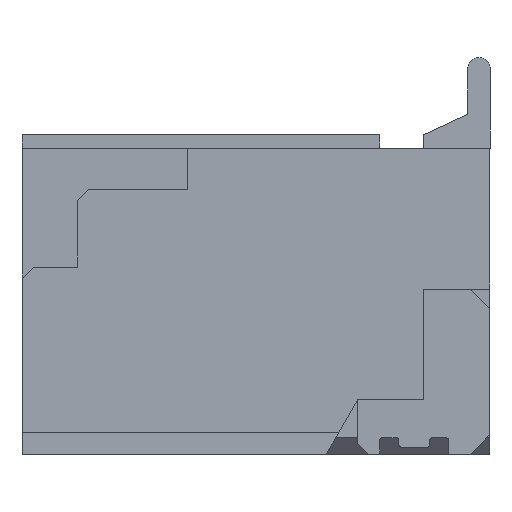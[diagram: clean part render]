
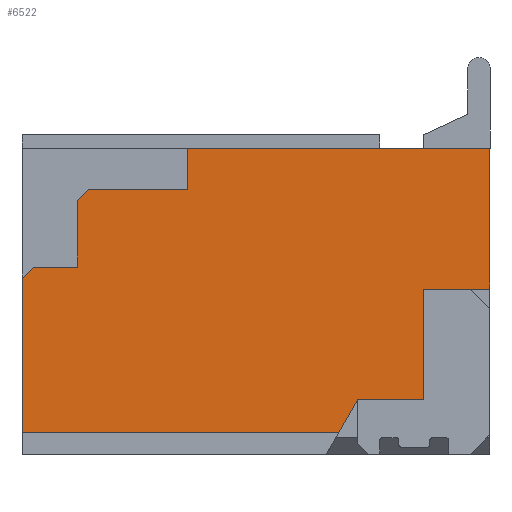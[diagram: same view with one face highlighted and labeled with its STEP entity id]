
A CAD part, left-side view. The second image highlights one B-rep face of the part: STEP entity #6522.
In plain terms, the highlighted planar face has unit normal (-1, 0, 0).
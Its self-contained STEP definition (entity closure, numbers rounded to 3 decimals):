
#69 = LINE ( 'NONE', #8068, #579 ) ;
#258 = ORIENTED_EDGE ( 'NONE', *, *, #4211, .T. ) ;
#364 = EDGE_CURVE ( 'NONE', #8640, #3315, #706, .T. ) ;
#395 = ORIENTED_EDGE ( 'NONE', *, *, #2241, .T. ) ;
#573 = DIRECTION ( 'NONE',  ( 0., 0., 1. ) ) ;
#579 = VECTOR ( 'NONE', #3496, 1000. ) ;
#620 = ORIENTED_EDGE ( 'NONE', *, *, #3495, .F. ) ;
#706 = LINE ( 'NONE', #4395, #5944 ) ;
#726 = EDGE_CURVE ( 'NONE', #4194, #2603, #1337, .T. ) ;
#1006 = CARTESIAN_POINT ( 'NONE',  ( -3., 0., 1.33 ) ) ;
#1130 = CARTESIAN_POINT ( 'NONE',  ( -3., 2.75, 0.95 ) ) ;
#1195 = CARTESIAN_POINT ( 'NONE',  ( -3., 4.25, 0.15 ) ) ;
#1196 = VECTOR ( 'NONE', #2099, 1000. ) ;
#1273 = ORIENTED_EDGE ( 'NONE', *, *, #4956, .T. ) ;
#1337 = LINE ( 'NONE', #8628, #1196 ) ;
#1433 = VECTOR ( 'NONE', #5031, 1000. ) ;
#1517 = EDGE_CURVE ( 'NONE', #6275, #8640, #7343, .T. ) ;
#1808 = LINE ( 'NONE', #9171, #2802 ) ;
#2072 = LINE ( 'NONE', #7893, #4535 ) ;
#2099 = DIRECTION ( 'NONE',  ( 0., 0.707, -0.707 ) ) ;
#2143 = VERTEX_POINT ( 'NONE', #6586 ) ;
#2154 = CARTESIAN_POINT ( 'NONE',  ( -3., 4.15, 0.25 ) ) ;
#2208 = LINE ( 'NONE', #4387, #5534 ) ;
#2241 = EDGE_CURVE ( 'NONE', #8053, #2143, #4845, .T. ) ;
#2258 = CARTESIAN_POINT ( 'NONE',  ( -3., 1., 1.33 ) ) ;
#2274 = CARTESIAN_POINT ( 'NONE',  ( -3., 0.6, 0.05 ) ) ;
#2289 = DIRECTION ( 'NONE',  ( 0., -1., 0. ) ) ;
#2587 = FACE_OUTER_BOUND ( 'NONE', #4878, .T. ) ;
#2603 = VERTEX_POINT ( 'NONE', #8413 ) ;
#2663 = VECTOR ( 'NONE', #3716, 1000. ) ;
#2802 = VECTOR ( 'NONE', #573, 1000. ) ;
#2880 = ORIENTED_EDGE ( 'NONE', *, *, #6226, .F. ) ;
#2963 = LINE ( 'NONE', #8148, #2663 ) ;
#3090 = CARTESIAN_POINT ( 'NONE',  ( -3., 3.75, 0.25 ) ) ;
#3119 = VECTOR ( 'NONE', #4750, 1000. ) ;
#3240 = AXIS2_PLACEMENT_3D ( 'NONE', #3317, #6343, #9122 ) ;
#3251 = VECTOR ( 'NONE', #3865, 1000. ) ;
#3268 = VERTEX_POINT ( 'NONE', #8298 ) ;
#3315 = VERTEX_POINT ( 'NONE', #1195 ) ;
#3317 = CARTESIAN_POINT ( 'NONE',  ( -3., 0., 0. ) ) ;
#3336 = LINE ( 'NONE', #7618, #3251 ) ;
#3443 = EDGE_CURVE ( 'NONE', #7484, #3268, #2963, .T. ) ;
#3495 = EDGE_CURVE ( 'NONE', #9292, #4231, #7554, .T. ) ;
#3496 = DIRECTION ( 'NONE',  ( 0., 0., -1. ) ) ;
#3544 = DIRECTION ( 'NONE',  ( 0., 1., 0. ) ) ;
#3698 = CARTESIAN_POINT ( 'NONE',  ( -3., 0., 0.25 ) ) ;
#3716 = DIRECTION ( 'NONE',  ( 0., 0., -1. ) ) ;
#3865 = DIRECTION ( 'NONE',  ( 0., 0.5, -0.866 ) ) ;
#4082 = ORIENTED_EDGE ( 'NONE', *, *, #7185, .F. ) ;
#4127 = EDGE_CURVE ( 'NONE', #3268, #8747, #2208, .T. ) ;
#4194 = VERTEX_POINT ( 'NONE', #6600 ) ;
#4211 = EDGE_CURVE ( 'NONE', #2603, #6275, #69, .T. ) ;
#4231 = VERTEX_POINT ( 'NONE', #8648 ) ;
#4387 = CARTESIAN_POINT ( 'NONE',  ( -3., 0., -0.95 ) ) ;
#4395 = CARTESIAN_POINT ( 'NONE',  ( -3., 2.2, 2.2 ) ) ;
#4535 = VECTOR ( 'NONE', #7938, 1000. ) ;
#4750 = DIRECTION ( 'NONE',  ( 0., -1., 0. ) ) ;
#4799 = ORIENTED_EDGE ( 'NONE', *, *, #4127, .F. ) ;
#4805 = CARTESIAN_POINT ( 'NONE',  ( -3., 4.25, -1.25 ) ) ;
#4845 = LINE ( 'NONE', #8320, #3119 ) ;
#4878 = EDGE_LOOP ( 'NONE', ( #8872, #395, #8039, #4799, #6435, #2880, #620, #4082, #1273, #7124, #7820, #258, #6156, #8633 ) ) ;
#4956 = EDGE_CURVE ( 'NONE', #6131, #8070, #6961, .T. ) ;
#5031 = DIRECTION ( 'NONE',  ( 0., 1., 0. ) ) ;
#5534 = VECTOR ( 'NONE', #3544, 1000. ) ;
#5559 = VECTOR ( 'NONE', #5967, 1000. ) ;
#5566 = VECTOR ( 'NONE', #7599, 1000. ) ;
#5918 = LINE ( 'NONE', #2258, #8887 ) ;
#5944 = VECTOR ( 'NONE', #7843, 1000. ) ;
#5967 = DIRECTION ( 'NONE',  ( 0., 1., 0. ) ) ;
#6131 = VERTEX_POINT ( 'NONE', #9184 ) ;
#6156 = ORIENTED_EDGE ( 'NONE', *, *, #1517, .T. ) ;
#6226 = EDGE_CURVE ( 'NONE', #4231, #7484, #8623, .T. ) ;
#6275 = VERTEX_POINT ( 'NONE', #3090 ) ;
#6289 = PLANE ( 'NONE',  #3240 ) ;
#6343 = DIRECTION ( 'NONE',  ( -1., 0., 0. ) ) ;
#6435 = ORIENTED_EDGE ( 'NONE', *, *, #3443, .F. ) ;
#6522 = ADVANCED_FACE ( 'NONE', ( #2587 ), #6289, .T. ) ;
#6586 = CARTESIAN_POINT ( 'NONE',  ( -3., 1.373, -1.25 ) ) ;
#6600 = CARTESIAN_POINT ( 'NONE',  ( -3., 3.65, 0.95 ) ) ;
#6626 = CARTESIAN_POINT ( 'NONE',  ( -3., 0., 0.05 ) ) ;
#6631 = VECTOR ( 'NONE', #7490, 1000. ) ;
#6961 = LINE ( 'NONE', #8885, #6631 ) ;
#7124 = ORIENTED_EDGE ( 'NONE', *, *, #9297, .T. ) ;
#7185 = EDGE_CURVE ( 'NONE', #6131, #9292, #5918, .T. ) ;
#7318 = EDGE_CURVE ( 'NONE', #8747, #2143, #3336, .T. ) ;
#7343 = LINE ( 'NONE', #3698, #5559 ) ;
#7484 = VERTEX_POINT ( 'NONE', #2274 ) ;
#7490 = DIRECTION ( 'NONE',  ( 0., 0., -1. ) ) ;
#7554 = LINE ( 'NONE', #1006, #5566 ) ;
#7599 = DIRECTION ( 'NONE',  ( 0., 0., -1. ) ) ;
#7618 = CARTESIAN_POINT ( 'NONE',  ( -3., 0.489, 0.282 ) ) ;
#7744 = EDGE_CURVE ( 'NONE', #8053, #3315, #1808, .T. ) ;
#7820 = ORIENTED_EDGE ( 'NONE', *, *, #726, .T. ) ;
#7843 = DIRECTION ( 'NONE',  ( 0., 0.707, -0.707 ) ) ;
#7893 = CARTESIAN_POINT ( 'NONE',  ( -3., 0., 0.95 ) ) ;
#7938 = DIRECTION ( 'NONE',  ( 0., 1., 0. ) ) ;
#8039 = ORIENTED_EDGE ( 'NONE', *, *, #7318, .F. ) ;
#8053 = VERTEX_POINT ( 'NONE', #4805 ) ;
#8065 = CARTESIAN_POINT ( 'NONE',  ( -3., 1.2, -0.95 ) ) ;
#8068 = CARTESIAN_POINT ( 'NONE',  ( -3., 3.75, 0. ) ) ;
#8070 = VERTEX_POINT ( 'NONE', #1130 ) ;
#8148 = CARTESIAN_POINT ( 'NONE',  ( -3., 0.6, 0. ) ) ;
#8298 = CARTESIAN_POINT ( 'NONE',  ( -3., 0.6, -0.95 ) ) ;
#8320 = CARTESIAN_POINT ( 'NONE',  ( -3., 0., -1.25 ) ) ;
#8413 = CARTESIAN_POINT ( 'NONE',  ( -3., 3.75, 0.85 ) ) ;
#8600 = CARTESIAN_POINT ( 'NONE',  ( -3., 0., 1.33 ) ) ;
#8623 = LINE ( 'NONE', #6626, #1433 ) ;
#8628 = CARTESIAN_POINT ( 'NONE',  ( -3., 2.3, 2.3 ) ) ;
#8633 = ORIENTED_EDGE ( 'NONE', *, *, #364, .T. ) ;
#8640 = VERTEX_POINT ( 'NONE', #2154 ) ;
#8648 = CARTESIAN_POINT ( 'NONE',  ( -3., 0., 0.05 ) ) ;
#8747 = VERTEX_POINT ( 'NONE', #8065 ) ;
#8872 = ORIENTED_EDGE ( 'NONE', *, *, #7744, .F. ) ;
#8885 = CARTESIAN_POINT ( 'NONE',  ( -3., 2.75, 0. ) ) ;
#8887 = VECTOR ( 'NONE', #2289, 1000. ) ;
#9122 = DIRECTION ( 'NONE',  ( 0., 0., 1. ) ) ;
#9171 = CARTESIAN_POINT ( 'NONE',  ( -3., 4.25, 1.45 ) ) ;
#9184 = CARTESIAN_POINT ( 'NONE',  ( -3., 2.75, 1.33 ) ) ;
#9292 = VERTEX_POINT ( 'NONE', #8600 ) ;
#9297 = EDGE_CURVE ( 'NONE', #8070, #4194, #2072, .T. ) ;
